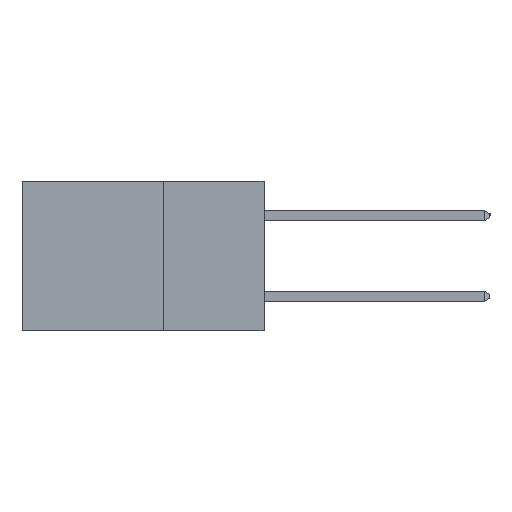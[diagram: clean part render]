
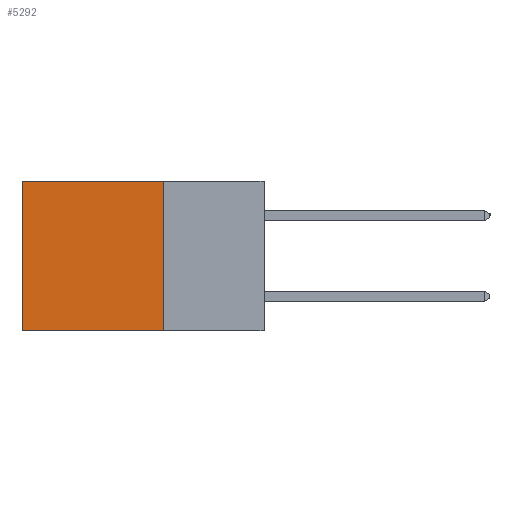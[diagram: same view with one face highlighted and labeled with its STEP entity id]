
A CAD part, left-side view. The second image highlights one B-rep face of the part: STEP entity #5292.
In plain terms, the highlighted planar face has unit normal (-1, 0, 0).
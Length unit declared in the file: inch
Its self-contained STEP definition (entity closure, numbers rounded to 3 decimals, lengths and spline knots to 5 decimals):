
#113 = EDGE_CURVE ( 'NONE', #1358, #1033, #3866, .T. ) ;
#810 = CARTESIAN_POINT ( 'NONE',  ( 0.2615, 0.6, -0.37 ) ) ;
#1033 = VERTEX_POINT ( 'NONE', #1278 ) ;
#1278 = CARTESIAN_POINT ( 'NONE',  ( 0.2615, 0.6, 0. ) ) ;
#1358 = VERTEX_POINT ( 'NONE', #3460 ) ;
#1638 = CARTESIAN_POINT ( 'NONE',  ( 0.2615, 0.6, -0.37 ) ) ;
#1691 = VERTEX_POINT ( 'NONE', #810 ) ;
#2136 = ORIENTED_EDGE ( 'NONE', *, *, #4949, .F. ) ;
#2159 = CARTESIAN_POINT ( 'NONE',  ( 0.2615, 0.25, -0.37 ) ) ;
#2749 = CARTESIAN_POINT ( 'NONE',  ( 0.2615, 0.25, -0.37 ) ) ;
#3108 = EDGE_CURVE ( 'NONE', #1033, #1691, #9555, .T. ) ;
#3460 = CARTESIAN_POINT ( 'NONE',  ( 0.2615, 0.25, 0. ) ) ;
#3672 = LINE ( 'NONE', #2749, #4314 ) ;
#3866 = LINE ( 'NONE', #6308, #5821 ) ;
#3897 = ORIENTED_EDGE ( 'NONE', *, *, #3108, .T. ) ;
#4314 = VECTOR ( 'NONE', #10604, 39.37008 ) ;
#4949 = EDGE_CURVE ( 'NONE', #6487, #1691, #3672, .T. ) ;
#5292 = ADVANCED_FACE ( 'NONE', ( #9799 ), #6466, .F. ) ;
#5299 = CARTESIAN_POINT ( 'NONE',  ( 0.2615, 0.25, -0.37 ) ) ;
#5442 = ORIENTED_EDGE ( 'NONE', *, *, #8441, .F. ) ;
#5821 = VECTOR ( 'NONE', #7223, 39.37008 ) ;
#6308 = CARTESIAN_POINT ( 'NONE',  ( 0.2615, 0.25, 0. ) ) ;
#6466 = PLANE ( 'NONE',  #7047 ) ;
#6487 = VERTEX_POINT ( 'NONE', #5299 ) ;
#7047 = AXIS2_PLACEMENT_3D ( 'NONE', #2159, #10699, #7375 ) ;
#7107 = CARTESIAN_POINT ( 'NONE',  ( 0.2615, 0.25, -0.37 ) ) ;
#7223 = DIRECTION ( 'NONE',  ( 0., 1., 0. ) ) ;
#7375 = DIRECTION ( 'NONE',  ( 0., 0., -1. ) ) ;
#8104 = EDGE_LOOP ( 'NONE', ( #3897, #2136, #5442, #10713 ) ) ;
#8245 = VECTOR ( 'NONE', #10701, 39.37008 ) ;
#8441 = EDGE_CURVE ( 'NONE', #1358, #6487, #10642, .T. ) ;
#8979 = VECTOR ( 'NONE', #9498, 39.37008 ) ;
#9498 = DIRECTION ( 'NONE',  ( 0., 0., -1. ) ) ;
#9555 = LINE ( 'NONE', #1638, #8979 ) ;
#9799 = FACE_OUTER_BOUND ( 'NONE', #8104, .T. ) ;
#10604 = DIRECTION ( 'NONE',  ( 0., 1., 0. ) ) ;
#10642 = LINE ( 'NONE', #7107, #8245 ) ;
#10699 = DIRECTION ( 'NONE',  ( 1., 0., 0. ) ) ;
#10701 = DIRECTION ( 'NONE',  ( 0., 0., -1. ) ) ;
#10713 = ORIENTED_EDGE ( 'NONE', *, *, #113, .T. ) ;
